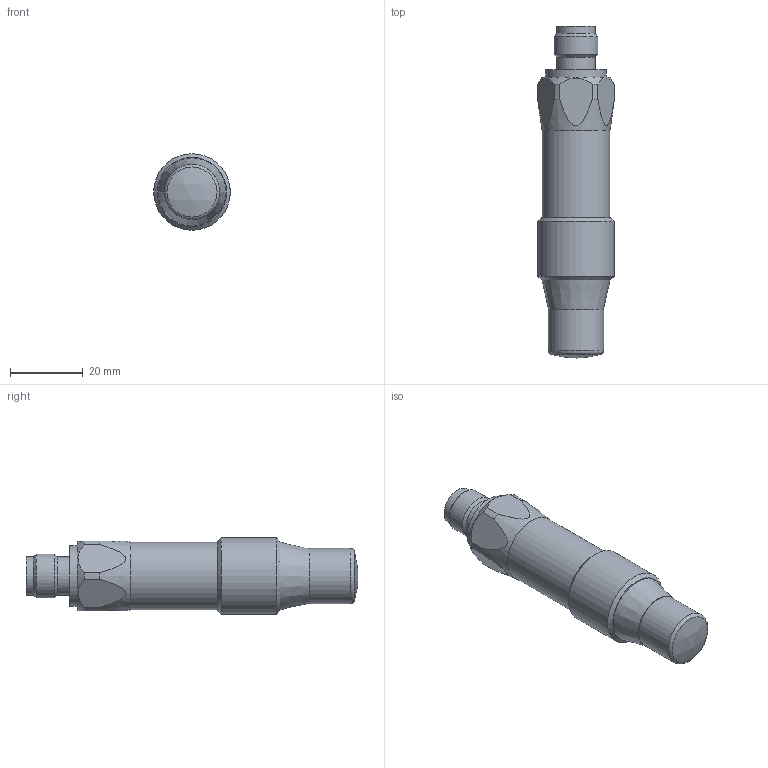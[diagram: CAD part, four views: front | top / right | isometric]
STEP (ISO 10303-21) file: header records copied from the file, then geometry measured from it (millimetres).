
FILE_DESCRIPTION(/* description */ (''),/* implementation_level */ '2;1');
FILE_NAME(/* name */ 'KA1599_Shrinkwrap_1.stp',/* time_stamp */ '2021-10-15T15:30:46+02:00',/* author */ ('Krieger Anja'),/* organization */ (''),/* preprocessor_version */ 'ST-DEVELOPER v18.1',/* originating_system */ 'Autodesk Inventor 2021',/* authorisation */ '');
FILE_SCHEMA (('AUTOMOTIVE_DESIGN { 1 0 10303 214 3 1 1 }'));
Length unit declared in the file: millimetre
Products named in the file (1): KA1599_Shrinkwrap_1
Bounding box: 21 x 90.98 x 20.96 mm (x, y, z)
Volume: 9841.9 mm3; surface area: 11323.4 mm2
Topology: 2 solids, 2 shells, 72 faces, 155 edges, 103 vertices
Faces by surface type: cylinder 31, plane 25, cone 8, sphere 5, torus 3
Full cylindrical faces by diameter (mm): 1 x8, 10.5 x2, 12 x1, 12.5 x1, 14.2 x1, 15 x2, 15.1 x2, 15.2 x2, 16.6 x1, 16.7 x1, 18.63 x1, 20.96 x1
Entity records: 2119 total; most frequent: DIRECTION 379, CARTESIAN_POINT 351, ORIENTED_EDGE 302, AXIS2_PLACEMENT_3D 167, EDGE_CURVE 151, VERTEX_POINT 103, CIRCLE 94, EDGE_LOOP 92
